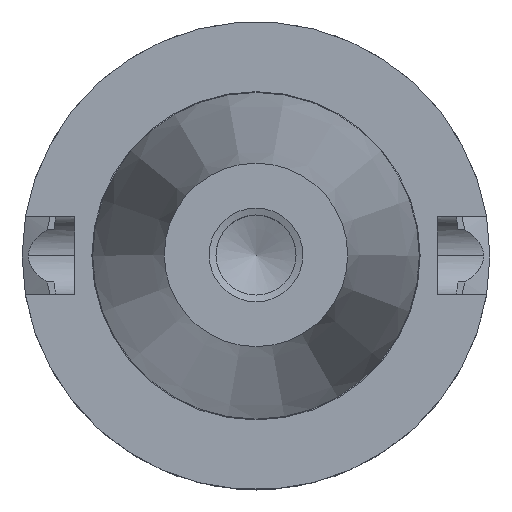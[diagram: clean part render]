
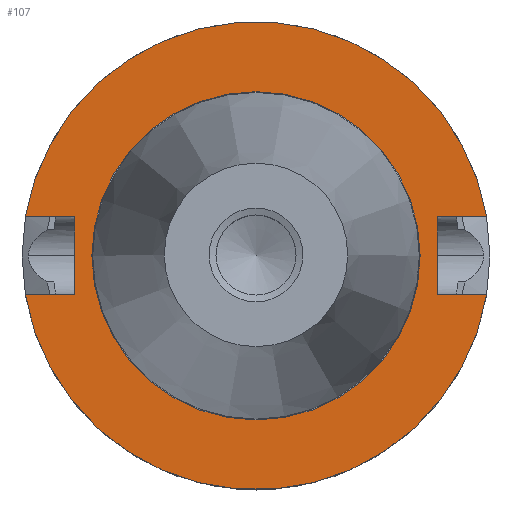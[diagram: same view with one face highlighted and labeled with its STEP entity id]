
A CAD part, top view. The second image highlights one B-rep face of the part: STEP entity #107.
In plain terms, the highlighted planar face has unit normal (0, 0, 1).
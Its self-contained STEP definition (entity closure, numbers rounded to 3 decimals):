
#55=PLANE('',#679);
#71=FACE_BOUND('',#184,.T.);
#72=FACE_BOUND('',#185,.T.);
#107=ADVANCED_FACE('',(#71,#72),#55,.F.);
#184=EDGE_LOOP('',(#280,#281,#282,#283,#284,#285,#286,#287));
#185=EDGE_LOOP('',(#288));
#239=CIRCLE('',#673,77.484);
#241=CIRCLE('',#676,77.484);
#242=CIRCLE('',#678,54.35);
#280=ORIENTED_EDGE('',*,*,#505,.F.);
#281=ORIENTED_EDGE('',*,*,#506,.F.);
#282=ORIENTED_EDGE('',*,*,#507,.T.);
#283=ORIENTED_EDGE('',*,*,#504,.T.);
#284=ORIENTED_EDGE('',*,*,#508,.F.);
#285=ORIENTED_EDGE('',*,*,#509,.T.);
#286=ORIENTED_EDGE('',*,*,#510,.T.);
#287=ORIENTED_EDGE('',*,*,#500,.F.);
#288=ORIENTED_EDGE('',*,*,#511,.T.);
#436=VERTEX_POINT('',#943);
#439=VERTEX_POINT('',#948);
#441=VERTEX_POINT('',#953);
#443=VERTEX_POINT('',#957);
#444=VERTEX_POINT('',#961);
#445=VERTEX_POINT('',#963);
#446=VERTEX_POINT('',#966);
#447=VERTEX_POINT('',#968);
#448=VERTEX_POINT('',#971);
#500=EDGE_CURVE('',#439,#436,#239,.T.);
#504=EDGE_CURVE('',#441,#443,#241,.T.);
#505=EDGE_CURVE('',#444,#439,#583,.T.);
#506=EDGE_CURVE('',#445,#444,#584,.T.);
#507=EDGE_CURVE('',#445,#441,#585,.T.);
#508=EDGE_CURVE('',#446,#443,#586,.T.);
#509=EDGE_CURVE('',#446,#447,#587,.T.);
#510=EDGE_CURVE('',#447,#436,#588,.T.);
#511=EDGE_CURVE('',#448,#448,#242,.T.);
#583=LINE('',#960,#619);
#584=LINE('',#962,#620);
#585=LINE('',#964,#621);
#586=LINE('',#965,#622);
#587=LINE('',#967,#623);
#588=LINE('',#969,#624);
#619=VECTOR('',#770,1.);
#620=VECTOR('',#771,1.);
#621=VECTOR('',#772,1.);
#622=VECTOR('',#773,1.);
#623=VECTOR('',#774,1.);
#624=VECTOR('',#775,1.);
#673=AXIS2_PLACEMENT_3D('',#949,#758,#759);
#676=AXIS2_PLACEMENT_3D('',#958,#766,#767);
#678=AXIS2_PLACEMENT_3D('',#970,#776,#777);
#679=AXIS2_PLACEMENT_3D('',#972,#778,#779);
#758=DIRECTION('',(0.,0.,-1.));
#759=DIRECTION('',(-1.,0.,0.));
#766=DIRECTION('',(0.,0.,1.));
#767=DIRECTION('',(-1.,0.,0.));
#770=DIRECTION('',(-1.,0.,0.));
#771=DIRECTION('',(0.,1.,0.));
#772=DIRECTION('',(-1.,0.,0.));
#773=DIRECTION('',(1.,0.,0.));
#774=DIRECTION('',(0.,1.,0.));
#775=DIRECTION('',(1.,0.,0.));
#776=DIRECTION('',(0.,0.,-1.));
#777=DIRECTION('',(-1.,0.,0.));
#778=DIRECTION('',(0.,0.,-1.));
#779=DIRECTION('',(-1.,0.,0.));
#943=CARTESIAN_POINT('',(76.402,12.903,-3.));
#948=CARTESIAN_POINT('',(-76.402,12.903,-3.));
#949=CARTESIAN_POINT('',(0.,0.,-3.));
#953=CARTESIAN_POINT('',(-76.402,-12.903,-3.));
#957=CARTESIAN_POINT('',(76.402,-12.903,-3.));
#958=CARTESIAN_POINT('',(0.,0.,-3.));
#960=CARTESIAN_POINT('',(0.,12.903,-3.));
#961=CARTESIAN_POINT('',(-60.,12.903,-3.));
#962=CARTESIAN_POINT('',(-60.,53.75,-3.));
#963=CARTESIAN_POINT('',(-60.,-12.903,-3.));
#964=CARTESIAN_POINT('',(-87.484,-12.903,-3.));
#965=CARTESIAN_POINT('',(0.,-12.903,-3.));
#966=CARTESIAN_POINT('',(60.,-12.903,-3.));
#967=CARTESIAN_POINT('',(60.,53.75,-3.));
#968=CARTESIAN_POINT('',(60.,12.903,-3.));
#969=CARTESIAN_POINT('',(87.484,12.903,-3.));
#970=CARTESIAN_POINT('',(0.,0.,-3.));
#971=CARTESIAN_POINT('',(-54.35,0.,-3.));
#972=CARTESIAN_POINT('',(0.,53.75,-3.));
